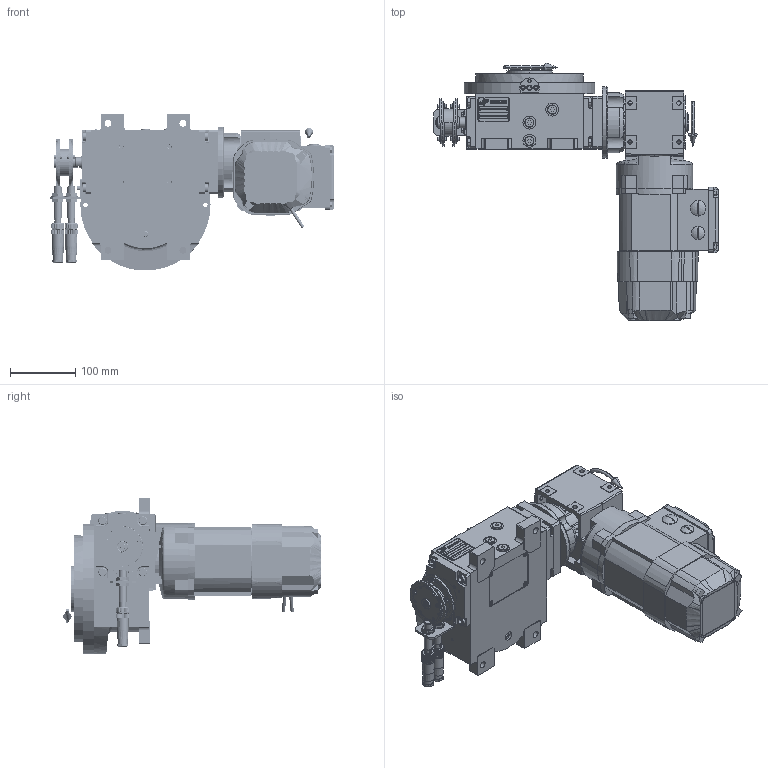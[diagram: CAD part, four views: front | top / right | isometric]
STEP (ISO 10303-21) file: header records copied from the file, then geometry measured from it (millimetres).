
FILE_DESCRIPTION (( 'STEP AP214' ), '1' );
FILE_NAME ('PC5200397.step', '2024-06-14T08:08:33', ( '' ), ( '' ), 'SwSTEP 2.0', 'SolidWorks 2020', '' );
FILE_SCHEMA (( 'AUTOMOTIVE_DESIGN' ));
Length unit declared in the file: millimetre
Products named in the file (85): CFN2356_03_051.stp; cfn2000_01_184; cfn2401_02_005; CFN2000_01_185.stp; freccia_angolare; cfn2000_01_147; rig04_071_6_m_n_02.stp; cfn2128_04_011; cfn2276_01_065; cfn2128_05_006; cfn2115_02_068; cfn2476_01_001_48x38; PC5200397; cfn2055_01_002; AS_rig04_002_bl_007; CFN2203_02_001.stp; AS_900_38_10_028; AS_cfn2476_01_001_48x38; cfn2077_01_018; rig04_001_a; cfn2107_01_001; 900_38_10_028; cfn2155_01_038; rig04_004; olio_agip_blasia_150; cfn2155_01_055; cfn2115_02_194; AS_rig04_004; cfn2000_01_129; cfn2003_01_063; CFN2155_01_007.stp; rig04_015; RIG04_005_S_001_ASM.stp; rig04_004_s_001; cfn2104_01_016; WAF20DRN63MS4BE03HR_B_0; RIG06_021_AF0.stp; cfn2000_01_161; rig04_002_bl_007; CFN2010_02_002.stp ...
Assembly tree (82 placements, depth 5):
  CFN2356_03_051.stp
  cfn2276_01_065
  PC5200397
    rig04_001_a
    AS_cfn2476_01_001_48x38
      cfn2476_01_001_48x38
      cfn2107_01_001
      cfn2107_01_001
    AS_rig04_071_6_m_n_02
      rig04_071_6_m_n_02.stp
        RIG04_005_S_001_ASM.stp
          RIG06_021_AF0.stp
          CFN2000_01_185.stp
          CFN2000_01_185.stp
          CFN2104_02_017.stp
        CFN2155_01_007.stp
        CFN2010_02_002.stp
      rig04_003_6
      rig04_005_s_001
      cfn2000_01_147
      cfn2000_01_147
      cfn2000_01_147
      cfn2000_01_147
      cfn2000_01_147
      cfn2000_01_147
      cfn2000_01_147
      cfn2000_01_147
      cfn2104_01_016  x2
    cfn2073_01_011
    AS_rig04_004_s_002
      rig04_004_s_002
      cfn2155_01_038
      cfn2070_05_001
      cfn2000_01_129
      cfn2000_01_129  x2
      cfn2000_01_129
    AS_rig04_004
      rig04_004
      cfn2155_01_055
      cfn2070_05_001
      cfn2000_01_129  x2
      cfn2000_01_129
      cfn2000_01_129
    AS_rig04_002_bl_007
      rig04_002_bl_007
      cfn2115_02_068
    AS_rig04_004_s_001
      rig04_004_s_001
      cfn2000_01_129
      cfn2000_01_129
      cfn2000_01_129  x2
    cfn2128_04_011
    cfn2128_04_011
    cfn2128_04_011
    cfn2128_05_006
    AS_rig04_015
      rig04_015
      cfn2003_01_063
      cfn2003_01_063
      cfn2003_01_063
Bounding box: 437 x 395.8 x 240.9 mm (x, y, z)
Volume: 5834514 mm3; surface area: 758333.6 mm2
Topology: 83 solids, 87 shells, 5377 faces, 13758 edges, 8790 vertices
Faces by surface type: plane 2594, cylinder 1854, cone 851, torus 41, bspline 27, sphere 10
Entity records: 142283 total; most frequent: CARTESIAN_POINT 35253, DIRECTION 21435, ORIENTED_EDGE 21302, EDGE_CURVE 10651, AXIS2_PLACEMENT_3D 7670, VERTEX_POINT 6880, VECTOR 6095, LINE 6095
